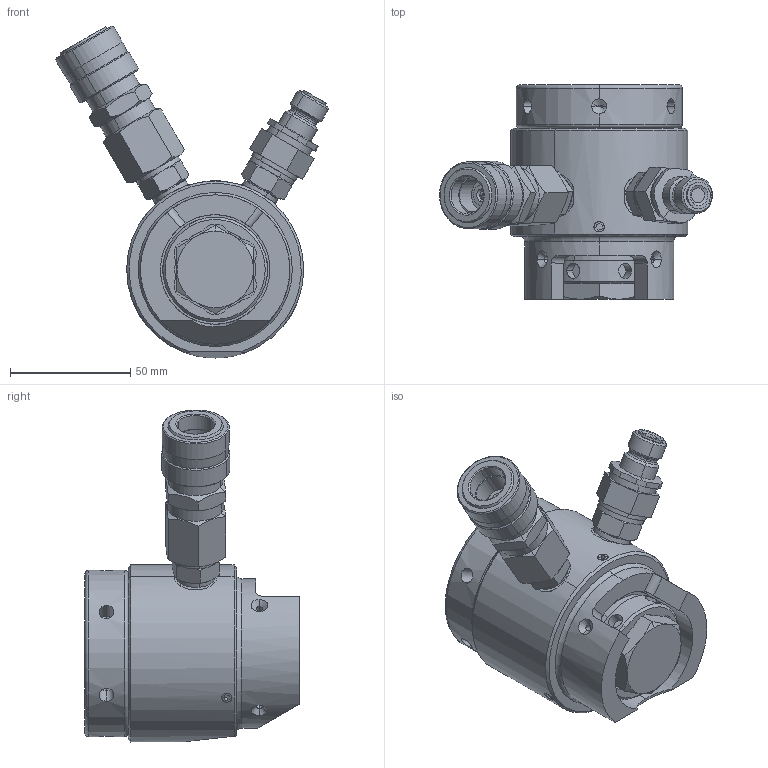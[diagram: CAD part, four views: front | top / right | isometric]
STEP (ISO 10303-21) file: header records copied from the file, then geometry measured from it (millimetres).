
FILE_DESCRIPTION((''),'2;1');
FILE_NAME('CTST_01-0_75_INCH_843_SW0001','2021-07-07T20:49:16',('INEdipo'),(''),'CREO PARAMETRIC BY PTC INC, 2020281','CREO PARAMETRIC BY PTC INC, 2020281','');
FILE_SCHEMA(('CONFIG_CONTROL_DESIGN'));
Length unit declared in the file: inch
Products named in the file (1): CTST_01-0_75_INCH_843_SW0001
Bounding box: 113.25 x 89 x 137.81 mm (x, y, z)
Volume: 353825.8 mm3; surface area: 51597.9 mm2
Topology: 1 solids, 1 shells, 346 faces, 817 edges, 501 vertices
Faces by surface type: cylinder 117, plane 109, cone 108, torus 10, sphere 2
Entity records: 14397 total; most frequent: CARTESIAN_POINT 6564, DIRECTION 1607, ORIENTED_EDGE 1606, EDGE_CURVE 803, AXIS2_PLACEMENT_3D 650, VERTEX_POINT 501, EDGE_LOOP 408, FACE_OUTER_BOUND 346
